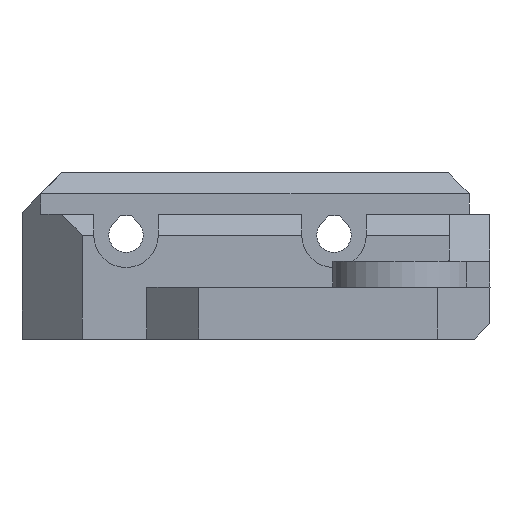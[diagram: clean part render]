
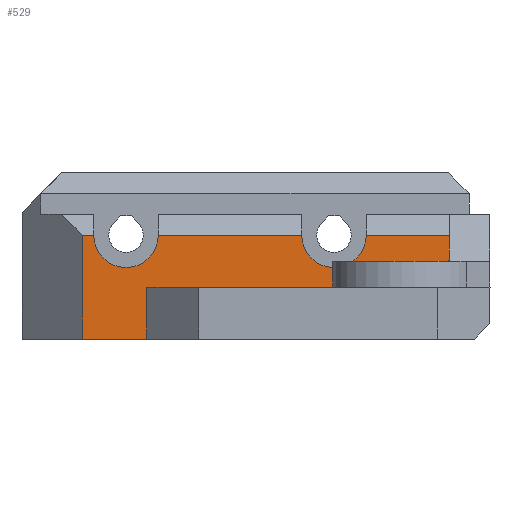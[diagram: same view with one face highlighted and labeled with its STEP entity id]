
A CAD part, left-side view. The second image highlights one B-rep face of the part: STEP entity #529.
In plain terms, the highlighted planar face has unit normal (-1, 0, 0).
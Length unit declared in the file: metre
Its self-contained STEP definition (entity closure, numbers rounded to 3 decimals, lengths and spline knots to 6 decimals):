
#529 = ADVANCED_FACE( 'NONE', ( #1096 ), #1097, .T. );
#1096 = FACE_OUTER_BOUND( '', #1926, .T. );
#1097 = PLANE( '', #1927 );
#1926 = EDGE_LOOP( '', ( #3439, #3440, #3441, #3442, #3443, #3444, #3445, #3446, #3447, #3448, #3449 ) );
#1927 = AXIS2_PLACEMENT_3D( '', #3450, #3451, #3452 );
#3439 = ORIENTED_EDGE( '', *, *, #3843, .T. );
#3440 = ORIENTED_EDGE( '', *, *, #4418, .F. );
#3441 = ORIENTED_EDGE( '', *, *, #4419, .F. );
#3442 = ORIENTED_EDGE( '', *, *, #4089, .T. );
#3443 = ORIENTED_EDGE( '', *, *, #4132, .F. );
#3444 = ORIENTED_EDGE( '', *, *, #4420, .F. );
#3445 = ORIENTED_EDGE( '', *, *, #4421, .F. );
#3446 = ORIENTED_EDGE( '', *, *, #4422, .F. );
#3447 = ORIENTED_EDGE( '', *, *, #4168, .F. );
#3448 = ORIENTED_EDGE( '', *, *, #3897, .T. );
#3449 = ORIENTED_EDGE( '', *, *, #4396, .F. );
#3450 = CARTESIAN_POINT( '', ( -0.008, 0.028, -0.004 ) );
#3451 = DIRECTION( '', ( -1., 0., 0. ) );
#3452 = DIRECTION( '', ( 0., 0., 1. ) );
#3843 = EDGE_CURVE( 'NONE', #4564, #4562, #4565, .T. );
#3897 = EDGE_CURVE( 'NONE', #4659, #4657, #4660, .T. );
#4089 = EDGE_CURVE( 'NONE', #4971, #4969, #4972, .T. );
#4132 = EDGE_CURVE( 'NONE', #5036, #4969, #5038, .T. );
#4168 = EDGE_CURVE( 'NONE', #4659, #5092, #5093, .T. );
#4396 = EDGE_CURVE( 'NONE', #4564, #4657, #5385, .T. );
#4418 = EDGE_CURVE( 'NONE', #5132, #4562, #5410, .T. );
#4419 = EDGE_CURVE( 'NONE', #4971, #5132, #5411, .T. );
#4420 = EDGE_CURVE( 'NONE', #5412, #5036, #5413, .T. );
#4421 = EDGE_CURVE( 'NONE', #5253, #5412, #5414, .T. );
#4422 = EDGE_CURVE( 'NONE', #5092, #5253, #5415, .T. );
#4562 = VERTEX_POINT( 'NONE', #5611 );
#4564 = VERTEX_POINT( 'NONE', #5614 );
#4565 = LINE( '', #5615, #5616 );
#4657 = VERTEX_POINT( 'NONE', #5753 );
#4659 = VERTEX_POINT( 'NONE', #5756 );
#4660 = LINE( '', #5757, #5758 );
#4969 = VERTEX_POINT( 'NONE', #6252 );
#4971 = VERTEX_POINT( 'NONE', #6255 );
#4972 = LINE( '', #6256, #6257 );
#5036 = VERTEX_POINT( 'NONE', #6361 );
#5038 = LINE( '', #6364, #6365 );
#5092 = VERTEX_POINT( 'NONE', #6445 );
#5093 = LINE( '', #6446, #6447 );
#5132 = VERTEX_POINT( 'NONE', #6504 );
#5253 = VERTEX_POINT( 'NONE', #6696 );
#5385 = LINE( '', #6901, #6902 );
#5410 = LINE( '', #6936, #6937 );
#5411 = LINE( '', #6938, #6939 );
#5412 = VERTEX_POINT( 'NONE', #6940 );
#5413 = CIRCLE( '', #6941, 0.0031 );
#5414 = LINE( '', #6942, #6943 );
#5415 = CIRCLE( '', #6944, 0.0031 );
#5611 = CARTESIAN_POINT( '', ( -0.008, 0.028, 0.005 ) );
#5614 = CARTESIAN_POINT( '', ( -0.008, 0.028, 0. ) );
#5615 = CARTESIAN_POINT( '', ( -0.008, 0.028, -0.004 ) );
#5616 = VECTOR( '', #7052, 1. );
#5753 = CARTESIAN_POINT( '', ( -0.008, 0.0342, 0. ) );
#5756 = CARTESIAN_POINT( '', ( -0.008, 0.0342, 0.01 ) );
#5757 = CARTESIAN_POINT( '', ( -0.008, 0.0342, -0.004 ) );
#5758 = VECTOR( '', #7096, 1. );
#6252 = CARTESIAN_POINT( '', ( -0.008, -0.0011, 0.01 ) );
#6255 = CARTESIAN_POINT( '', ( -0.008, -0.0011, 0.005 ) );
#6256 = CARTESIAN_POINT( '', ( -0.008, -0.0011, 0. ) );
#6257 = VECTOR( '', #7259, 1. );
#6361 = CARTESIAN_POINT( '', ( -0.008, 0.0069, 0.01 ) );
#6364 = CARTESIAN_POINT( '', ( -0.008, -0.005, 0.01 ) );
#6365 = VECTOR( '', #7293, 1. );
#6445 = CARTESIAN_POINT( '', ( -0.008, 0.0331, 0.01 ) );
#6446 = CARTESIAN_POINT( '', ( -0.008, -0.005, 0.01 ) );
#6447 = VECTOR( '', #7320, 1. );
#6504 = CARTESIAN_POINT( '', ( -0.008, 0.01, 0.005 ) );
#6696 = CARTESIAN_POINT( '', ( -0.008, 0.0269, 0.01 ) );
#6901 = CARTESIAN_POINT( '', ( -0.008, -0.005, 0. ) );
#6902 = VECTOR( '', #7488, 1. );
#6936 = CARTESIAN_POINT( '', ( -0.008, 0.019, 0.005 ) );
#6937 = VECTOR( '', #7513, 1. );
#6938 = CARTESIAN_POINT( '', ( -0.008, 0.00445, 0.005 ) );
#6939 = VECTOR( '', #7514, 1. );
#6940 = CARTESIAN_POINT( '', ( -0.008, 0.0131, 0.01 ) );
#6941 = AXIS2_PLACEMENT_3D( '', #7515, #7516, #7517 );
#6942 = CARTESIAN_POINT( '', ( -0.008, -0.005, 0.01 ) );
#6943 = VECTOR( '', #7518, 1. );
#6944 = AXIS2_PLACEMENT_3D( '', #7519, #7520, #7521 );
#7052 = DIRECTION( '', ( 0., 0., 1. ) );
#7096 = DIRECTION( '', ( 0., 0., -1. ) );
#7259 = DIRECTION( '', ( 0., 0., 1. ) );
#7293 = DIRECTION( '', ( 0., -1., 0. ) );
#7320 = DIRECTION( '', ( 0., -1., 0. ) );
#7488 = DIRECTION( '', ( 0., 1., 0. ) );
#7513 = DIRECTION( '', ( 0., 1., 0. ) );
#7514 = DIRECTION( '', ( 0., 1., 0. ) );
#7515 = CARTESIAN_POINT( '', ( -0.008, 0.01, 0.01 ) );
#7516 = DIRECTION( '', ( -1., 0., 0. ) );
#7517 = DIRECTION( '', ( 0., 0., -1. ) );
#7518 = DIRECTION( '', ( 0., -1., 0. ) );
#7519 = CARTESIAN_POINT( '', ( -0.008, 0.03, 0.01 ) );
#7520 = DIRECTION( '', ( -1., 0., 0. ) );
#7521 = DIRECTION( '', ( 0., 0., -1. ) );
